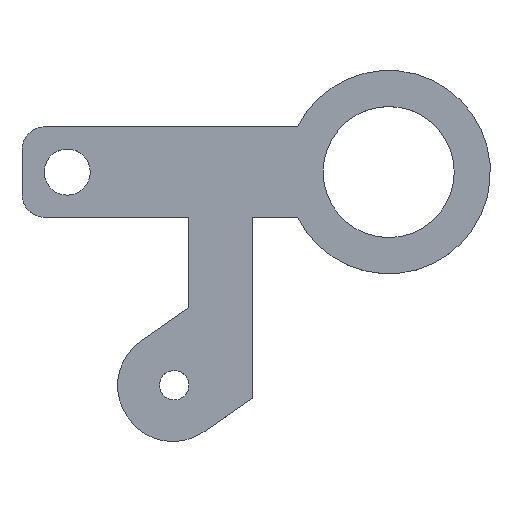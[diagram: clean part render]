
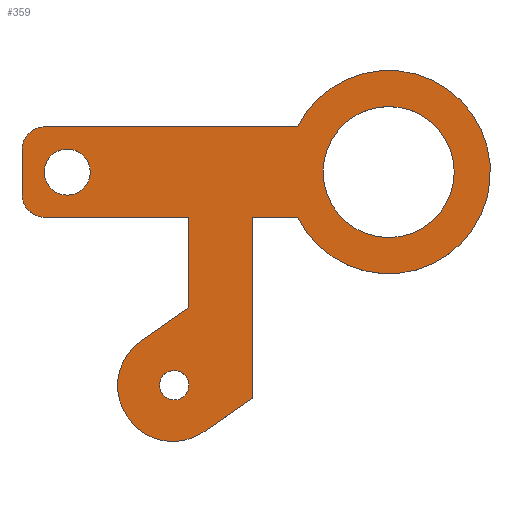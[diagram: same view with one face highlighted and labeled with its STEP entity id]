
A CAD part, top view. The second image highlights one B-rep face of the part: STEP entity #359.
In plain terms, the highlighted planar face has unit normal (0, 0, 1).
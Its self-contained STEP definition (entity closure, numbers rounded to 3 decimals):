
#15=FACE_BOUND('',#54,.T.);
#16=FACE_BOUND('',#55,.T.);
#17=FACE_BOUND('',#56,.T.);
#22=PLANE('',#394);
#34=FACE_OUTER_BOUND('',#53,.T.);
#53=EDGE_LOOP('',(#255,#256,#257,#258,#259,#260,#261,#262,#263,#264,#265,
#266,#267,#268));
#54=EDGE_LOOP('',(#269));
#55=EDGE_LOOP('',(#270));
#56=EDGE_LOOP('',(#271));
#78=LINE('',#544,#113);
#81=LINE('',#550,#116);
#82=LINE('',#552,#117);
#83=LINE('',#554,#118);
#84=LINE('',#558,#119);
#85=LINE('',#562,#120);
#86=LINE('',#566,#121);
#87=LINE('',#568,#122);
#88=LINE('',#570,#123);
#113=VECTOR('',#437,10.);
#116=VECTOR('',#442,10.);
#117=VECTOR('',#443,10.);
#118=VECTOR('',#444,10.);
#119=VECTOR('',#447,10.);
#120=VECTOR('',#450,10.);
#121=VECTOR('',#453,10.);
#122=VECTOR('',#454,10.);
#123=VECTOR('',#455,10.);
#146=CIRCLE('',#391,12.);
#148=CIRCLE('',#395,22.5);
#149=CIRCLE('',#396,5.);
#150=CIRCLE('',#397,5.);
#151=CIRCLE('',#398,12.);
#152=CIRCLE('',#399,3.25);
#153=CIRCLE('',#400,14.5);
#154=CIRCLE('',#401,5.1);
#162=VERTEX_POINT('',#534);
#163=VERTEX_POINT('',#535);
#166=VERTEX_POINT('',#543);
#168=VERTEX_POINT('',#549);
#169=VERTEX_POINT('',#551);
#170=VERTEX_POINT('',#553);
#171=VERTEX_POINT('',#555);
#172=VERTEX_POINT('',#557);
#173=VERTEX_POINT('',#559);
#174=VERTEX_POINT('',#561);
#175=VERTEX_POINT('',#563);
#176=VERTEX_POINT('',#565);
#177=VERTEX_POINT('',#567);
#178=VERTEX_POINT('',#569);
#179=VERTEX_POINT('',#572);
#180=VERTEX_POINT('',#574);
#181=VERTEX_POINT('',#576);
#196=EDGE_CURVE('',#162,#163,#146,.T.);
#200=EDGE_CURVE('',#163,#166,#78,.T.);
#203=EDGE_CURVE('',#168,#162,#81,.T.);
#204=EDGE_CURVE('',#169,#168,#82,.T.);
#205=EDGE_CURVE('',#169,#170,#83,.T.);
#206=EDGE_CURVE('',#170,#171,#148,.T.);
#207=EDGE_CURVE('',#171,#172,#84,.T.);
#208=EDGE_CURVE('',#172,#173,#149,.T.);
#209=EDGE_CURVE('',#173,#174,#85,.T.);
#210=EDGE_CURVE('',#174,#175,#150,.T.);
#211=EDGE_CURVE('',#175,#176,#86,.T.);
#212=EDGE_CURVE('',#176,#177,#87,.T.);
#213=EDGE_CURVE('',#177,#178,#88,.T.);
#214=EDGE_CURVE('',#166,#178,#151,.T.);
#215=EDGE_CURVE('',#179,#179,#152,.T.);
#216=EDGE_CURVE('',#180,#180,#153,.T.);
#217=EDGE_CURVE('',#181,#181,#154,.T.);
#255=ORIENTED_EDGE('',*,*,#196,.F.);
#256=ORIENTED_EDGE('',*,*,#203,.F.);
#257=ORIENTED_EDGE('',*,*,#204,.F.);
#258=ORIENTED_EDGE('',*,*,#205,.T.);
#259=ORIENTED_EDGE('',*,*,#206,.T.);
#260=ORIENTED_EDGE('',*,*,#207,.T.);
#261=ORIENTED_EDGE('',*,*,#208,.T.);
#262=ORIENTED_EDGE('',*,*,#209,.T.);
#263=ORIENTED_EDGE('',*,*,#210,.T.);
#264=ORIENTED_EDGE('',*,*,#211,.T.);
#265=ORIENTED_EDGE('',*,*,#212,.T.);
#266=ORIENTED_EDGE('',*,*,#213,.T.);
#267=ORIENTED_EDGE('',*,*,#214,.F.);
#268=ORIENTED_EDGE('',*,*,#200,.F.);
#269=ORIENTED_EDGE('',*,*,#215,.T.);
#270=ORIENTED_EDGE('',*,*,#216,.T.);
#271=ORIENTED_EDGE('',*,*,#217,.T.);
#359=ADVANCED_FACE('',(#34,#15,#16,#17),#22,.T.);
#391=AXIS2_PLACEMENT_3D('',#536,#429,#430);
#394=AXIS2_PLACEMENT_3D('',#548,#440,#441);
#395=AXIS2_PLACEMENT_3D('',#556,#445,#446);
#396=AXIS2_PLACEMENT_3D('',#560,#448,#449);
#397=AXIS2_PLACEMENT_3D('',#564,#451,#452);
#398=AXIS2_PLACEMENT_3D('',#571,#456,#457);
#399=AXIS2_PLACEMENT_3D('',#573,#458,#459);
#400=AXIS2_PLACEMENT_3D('',#575,#460,#461);
#401=AXIS2_PLACEMENT_3D('',#577,#462,#463);
#429=DIRECTION('center_axis',(0.,0.,-1.));
#430=DIRECTION('ref_axis',(-0.174,-0.985,0.));
#437=DIRECTION('',(-0.573,0.819,0.));
#440=DIRECTION('center_axis',(0.,0.,1.));
#441=DIRECTION('ref_axis',(1.,0.,0.));
#442=DIRECTION('',(-0.819,-0.573,0.));
#443=DIRECTION('',(0.,-1.,0.));
#444=DIRECTION('',(1.,0.,0.));
#445=DIRECTION('center_axis',(0.,0.,1.));
#446=DIRECTION('ref_axis',(-0.896,-0.444,0.));
#447=DIRECTION('',(-1.,0.,0.));
#448=DIRECTION('center_axis',(0.,0.,1.));
#449=DIRECTION('ref_axis',(0.,1.,0.));
#450=DIRECTION('',(0.,-1.,0.));
#451=DIRECTION('center_axis',(0.,0.,1.));
#452=DIRECTION('ref_axis',(-1.,0.,0.));
#453=DIRECTION('',(1.,0.,0.));
#454=DIRECTION('',(0.,-1.,0.));
#455=DIRECTION('',(-0.819,-0.573,0.));
#456=DIRECTION('center_axis',(0.,0.,-1.));
#457=DIRECTION('ref_axis',(-0.985,0.174,0.));
#458=DIRECTION('center_axis',(0.,0.,-1.));
#459=DIRECTION('ref_axis',(-1.,0.,0.));
#460=DIRECTION('center_axis',(0.,0.,-1.));
#461=DIRECTION('ref_axis',(1.,0.,0.));
#462=DIRECTION('center_axis',(0.,0.,-1.));
#463=DIRECTION('ref_axis',(-1.,0.,0.));
#534=CARTESIAN_POINT('',(-39.728,-57.454,3.));
#535=CARTESIAN_POINT('',(-56.44,-54.504,3.));
#536=CARTESIAN_POINT('Origin',(-46.609,-47.623,3.));
#543=CARTESIAN_POINT('',(-56.676,-54.166,3.));
#544=CARTESIAN_POINT('',(-63.557,-44.335,3.));
#548=CARTESIAN_POINT('Origin',(-28.18,0.,3.));
#549=CARTESIAN_POINT('',(-29.077,-50.,3.));
#550=CARTESIAN_POINT('',(-29.077,-50.,3.));
#551=CARTESIAN_POINT('',(-29.077,-10.,3.));
#552=CARTESIAN_POINT('',(-29.077,-10.,3.));
#553=CARTESIAN_POINT('',(-19.015,-10.,3.));
#554=CARTESIAN_POINT('',(-19.015,-10.,3.));
#555=CARTESIAN_POINT('',(-19.015,10.,3.));
#556=CARTESIAN_POINT('Origin',(1.14,0.,3.));
#557=CARTESIAN_POINT('',(-75.,10.,3.));
#558=CARTESIAN_POINT('',(-75.,10.,3.));
#559=CARTESIAN_POINT('',(-80.,5.,3.));
#560=CARTESIAN_POINT('Origin',(-75.,5.,3.));
#561=CARTESIAN_POINT('',(-80.,-5.,3.));
#562=CARTESIAN_POINT('',(-80.,-10.,3.));
#563=CARTESIAN_POINT('',(-75.,-10.,3.));
#564=CARTESIAN_POINT('Origin',(-75.,-5.,3.));
#565=CARTESIAN_POINT('',(-43.075,-10.,3.));
#566=CARTESIAN_POINT('',(-19.015,-10.,3.));
#567=CARTESIAN_POINT('',(-43.075,-30.,3.));
#568=CARTESIAN_POINT('',(-43.075,-10.,3.));
#569=CARTESIAN_POINT('',(-53.726,-37.454,3.));
#570=CARTESIAN_POINT('',(-43.075,-30.,3.));
#571=CARTESIAN_POINT('Origin',(-46.845,-47.286,3.));
#572=CARTESIAN_POINT('',(-43.067,-47.168,3.));
#573=CARTESIAN_POINT('Origin',(-46.317,-47.168,3.));
#574=CARTESIAN_POINT('',(-13.36,0.,3.));
#575=CARTESIAN_POINT('Origin',(1.14,0.,3.));
#576=CARTESIAN_POINT('',(-64.9,0.,3.));
#577=CARTESIAN_POINT('Origin',(-70.,0.,3.));
